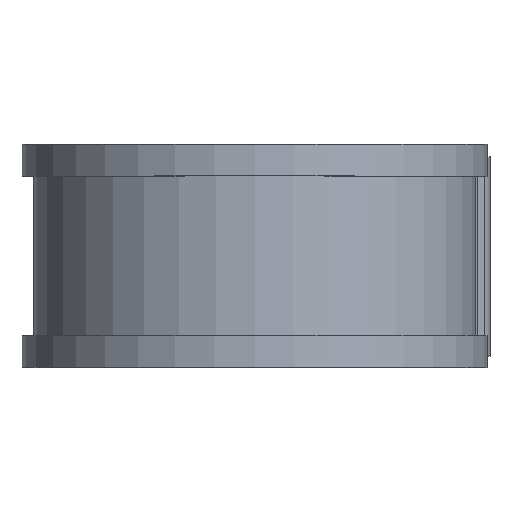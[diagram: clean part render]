
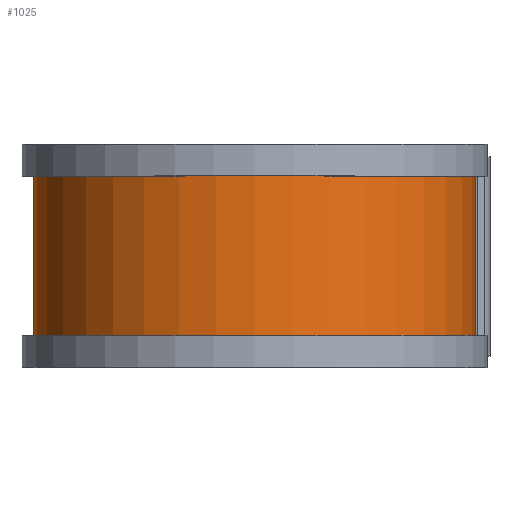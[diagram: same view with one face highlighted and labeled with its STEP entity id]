
A CAD part, top view. The second image highlights one B-rep face of the part: STEP entity #1025.
In plain terms, the highlighted cylindrical face has radius 28.143 mm (diameter 56.286 mm), a partial arc.
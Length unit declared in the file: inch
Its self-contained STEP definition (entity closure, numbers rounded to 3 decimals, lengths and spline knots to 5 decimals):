
#94 = CARTESIAN_POINT ( 'NONE',  ( 0., 0.4, 0. ) ) ;
#169 = ORIENTED_EDGE ( 'NONE', *, *, #826, .F. ) ;
#200 = EDGE_LOOP ( 'NONE', ( #169, #913, #1602, #269 ) ) ;
#223 = VERTEX_POINT ( 'NONE', #449 ) ;
#241 = DIRECTION ( 'NONE',  ( 0., -1., 0. ) ) ;
#269 = ORIENTED_EDGE ( 'NONE', *, *, #472, .F. ) ;
#342 = VERTEX_POINT ( 'NONE', #1346 ) ;
#350 = EDGE_CURVE ( 'NONE', #1049, #987, #925, .T. ) ;
#382 = DIRECTION ( 'NONE',  ( 0., -1., 0. ) ) ;
#390 = DIRECTION ( 'NONE',  ( 0., 0., -1. ) ) ;
#438 = CARTESIAN_POINT ( 'NONE',  ( 1.108, 0.5, 0. ) ) ;
#449 = CARTESIAN_POINT ( 'NONE',  ( 1.108, -0.4, 0. ) ) ;
#472 = EDGE_CURVE ( 'NONE', #223, #987, #912, .T. ) ;
#515 = CIRCLE ( 'NONE', #993, 1.108 ) ;
#635 = EDGE_CURVE ( 'NONE', #342, #1049, #515, .T. ) ;
#684 = CARTESIAN_POINT ( 'NONE',  ( 0., -0.4, -1.108 ) ) ;
#787 = CARTESIAN_POINT ( 'NONE',  ( 0., 0.5, 0. ) ) ;
#826 = EDGE_CURVE ( 'NONE', #342, #223, #1394, .T. ) ;
#905 = DIRECTION ( 'NONE',  ( 0., -1., 0. ) ) ;
#912 = CIRCLE ( 'NONE', #1220, 1.108 ) ;
#913 = ORIENTED_EDGE ( 'NONE', *, *, #635, .T. ) ;
#925 = LINE ( 'NONE', #1331, #1604 ) ;
#966 = DIRECTION ( 'NONE',  ( 0., 0., -1. ) ) ;
#987 = VERTEX_POINT ( 'NONE', #684 ) ;
#993 = AXIS2_PLACEMENT_3D ( 'NONE', #94, #241, #390 ) ;
#1025 = ADVANCED_FACE ( 'NONE', ( #1486 ), #1590, .T. ) ;
#1049 = VERTEX_POINT ( 'NONE', #1695 ) ;
#1220 = AXIS2_PLACEMENT_3D ( 'NONE', #1628, #1354, #1482 ) ;
#1298 = DIRECTION ( 'NONE',  ( 0., -1., 0. ) ) ;
#1331 = CARTESIAN_POINT ( 'NONE',  ( 0., 0.5, -1.108 ) ) ;
#1346 = CARTESIAN_POINT ( 'NONE',  ( 1.108, 0.4, 0. ) ) ;
#1350 = VECTOR ( 'NONE', #382, 39.37008 ) ;
#1354 = DIRECTION ( 'NONE',  ( 0., -1., 0. ) ) ;
#1394 = LINE ( 'NONE', #438, #1350 ) ;
#1397 = AXIS2_PLACEMENT_3D ( 'NONE', #787, #905, #966 ) ;
#1482 = DIRECTION ( 'NONE',  ( 0., 0., -1. ) ) ;
#1486 = FACE_OUTER_BOUND ( 'NONE', #200, .T. ) ;
#1590 = CYLINDRICAL_SURFACE ( 'NONE', #1397, 1.108 ) ;
#1602 = ORIENTED_EDGE ( 'NONE', *, *, #350, .T. ) ;
#1604 = VECTOR ( 'NONE', #1298, 39.37008 ) ;
#1628 = CARTESIAN_POINT ( 'NONE',  ( 0., -0.4, 0. ) ) ;
#1695 = CARTESIAN_POINT ( 'NONE',  ( 0., 0.4, -1.108 ) ) ;
